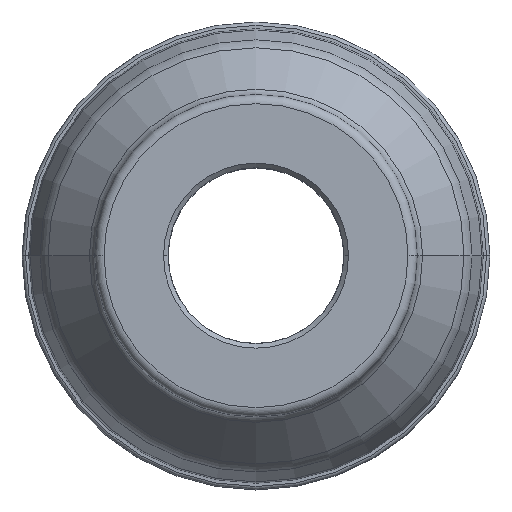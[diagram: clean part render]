
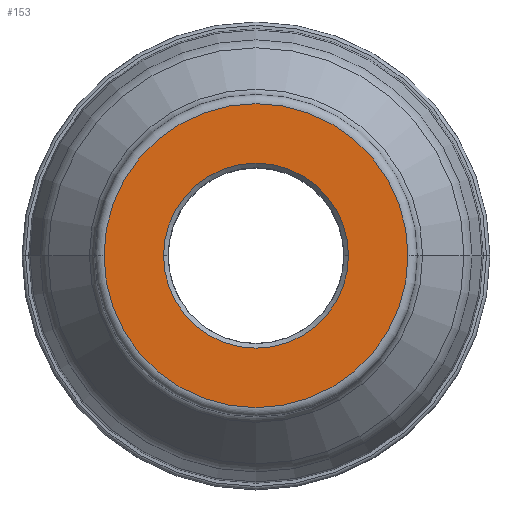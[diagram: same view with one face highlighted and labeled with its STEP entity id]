
A CAD part, top view. The second image highlights one B-rep face of the part: STEP entity #153.
In plain terms, the highlighted planar face has unit normal (0, 0, 1).
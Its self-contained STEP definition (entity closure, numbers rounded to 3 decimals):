
#62=PLANE('',#1511);
#73=FACE_BOUND('',#346,.T.);
#74=FACE_BOUND('',#347,.T.);
#153=ADVANCED_FACE('',(#73,#74),#62,.F.);
#346=EDGE_LOOP('',(#582,#583));
#347=EDGE_LOOP('',(#584,#585));
#582=ORIENTED_EDGE('',*,*,#948,.F.);
#583=ORIENTED_EDGE('',*,*,#947,.F.);
#584=ORIENTED_EDGE('',*,*,#949,.F.);
#585=ORIENTED_EDGE('',*,*,#950,.F.);
#798=VERTEX_POINT('',#2335);
#799=VERTEX_POINT('',#2337);
#800=VERTEX_POINT('',#2342);
#801=VERTEX_POINT('',#2343);
#947=EDGE_CURVE('',#799,#798,#1088,.T.);
#948=EDGE_CURVE('',#798,#799,#1089,.T.);
#949=EDGE_CURVE('',#800,#801,#1090,.T.);
#950=EDGE_CURVE('',#801,#800,#1091,.T.);
#1088=CIRCLE('',#1506,33.);
#1089=CIRCLE('',#1508,33.);
#1090=CIRCLE('',#1509,20.085);
#1091=CIRCLE('',#1510,20.085);
#1506=AXIS2_PLACEMENT_3D('',#2338,#1913,#1914);
#1508=AXIS2_PLACEMENT_3D('',#2340,#1917,#1918);
#1509=AXIS2_PLACEMENT_3D('',#2341,#1919,#1920);
#1510=AXIS2_PLACEMENT_3D('',#2344,#1921,#1922);
#1511=AXIS2_PLACEMENT_3D('',#2345,#1923,#1924);
#1913=DIRECTION('',(0.,0.,-1.));
#1914=DIRECTION('',(-1.,0.,0.));
#1917=DIRECTION('',(0.,0.,-1.));
#1918=DIRECTION('',(1.,0.,0.));
#1919=DIRECTION('',(0.,0.,1.));
#1920=DIRECTION('',(1.,0.,0.));
#1921=DIRECTION('',(0.,0.,1.));
#1922=DIRECTION('',(-1.,0.,0.));
#1923=DIRECTION('',(0.,0.,-1.));
#1924=DIRECTION('',(1.,0.,0.));
#2335=CARTESIAN_POINT('',(33.,0.,0.));
#2337=CARTESIAN_POINT('',(-33.,0.,0.));
#2338=CARTESIAN_POINT('',(0.,0.,0.));
#2340=CARTESIAN_POINT('',(0.,0.,0.));
#2341=CARTESIAN_POINT('',(0.,0.,0.));
#2342=CARTESIAN_POINT('',(20.085,0.,0.));
#2343=CARTESIAN_POINT('',(-20.085,0.,0.));
#2344=CARTESIAN_POINT('',(0.,0.,0.));
#2345=CARTESIAN_POINT('',(0.,0.,0.));
